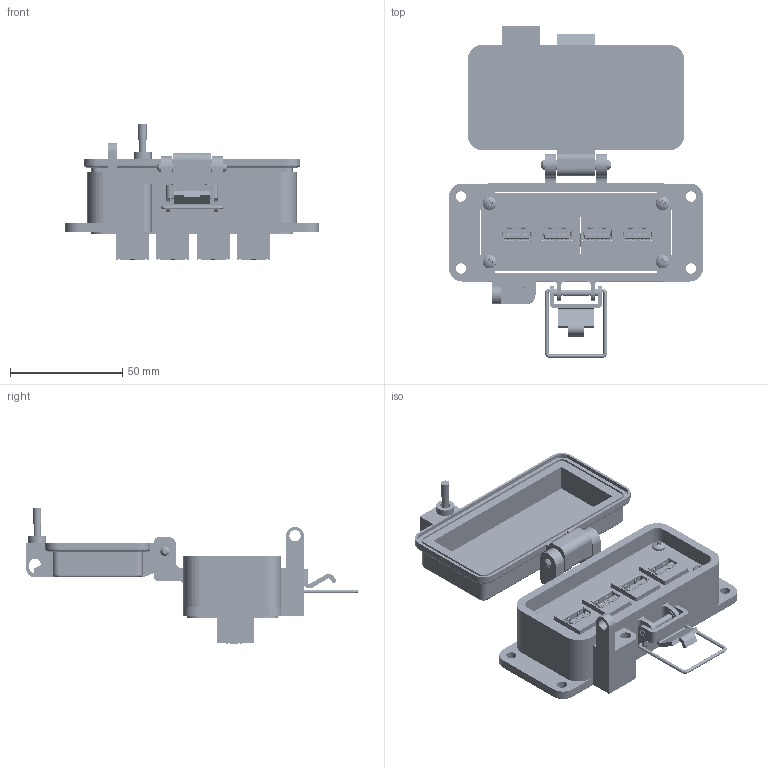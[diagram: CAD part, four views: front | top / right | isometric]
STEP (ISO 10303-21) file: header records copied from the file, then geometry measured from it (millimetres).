
FILE_DESCRIPTION (( 'STEP AP203' ), '1' );
FILE_NAME ('P-P33#4-F3RX_3D.STEP', '2021-10-18T13:44:38', ( '' ), ( '' ), 'SwSTEP 2.0', 'SolidWorks 2019', '' );
FILE_SCHEMA (( 'CONFIG_CONTROL_DESIGN' ));
Length unit declared in the file: millimetre
Products named in the file (14): P-P33#4-F3RX_3D; 1AA05-054_Crimped; P-P33#4-F3RX_BP180_1; P33; P-P33#4-F3RX_FP060_1; 92005A124_METRIC PAN HEAD PHILLIPS MACHINE SCREW_92005A124; -F3; Z-000-4243316TFP; Z-H-F3_B; P-P33#4-F3RX_TP060_1; U3C00029-MA1
Assembly tree (29 placements, depth 3):
  P-P33#4-F3RX_3D
    P-P33#4-F3RX_BP180_1
    P-P33#4-F3RX_TP060_1
    Z-000-4243316TFP  x4
    P-P33#4-F3RX_FP060_1
    P33
      U3C00029-MA1
      1AA05-054_Crimped  x2
    P33
      U3C00029-MA1
      1AA05-054_Crimped  x2
    P33
      U3C00029-MA1
      1AA05-054_Crimped  x2
    P33
      U3C00029-MA1
      1AA05-054_Crimped  x2
    -F3
      Z-H-F3_B
    92005A124_METRIC PAN HEAD PHILLIPS MACHINE SCREW_92005A124  x4
Bounding box: 113 x 147.61 x 60.19 mm (x, y, z)
Volume: 107590.8 mm3; surface area: 95603.1 mm2
Topology: 33 solids, 33 shells, 7984 faces, 22024 edges, 14466 vertices
Faces by surface type: plane 4435, cylinder 2109, bspline 1320, cone 96, torus 16, sphere 8
Entity records: 69001 total; most frequent: CARTESIAN_POINT 25642, ORIENTED_EDGE 9458, DIRECTION 7465, EDGE_CURVE 4729, VERTEX_POINT 3115, VECTOR 2937, LINE 2937, AXIS2_PLACEMENT_3D 2264
